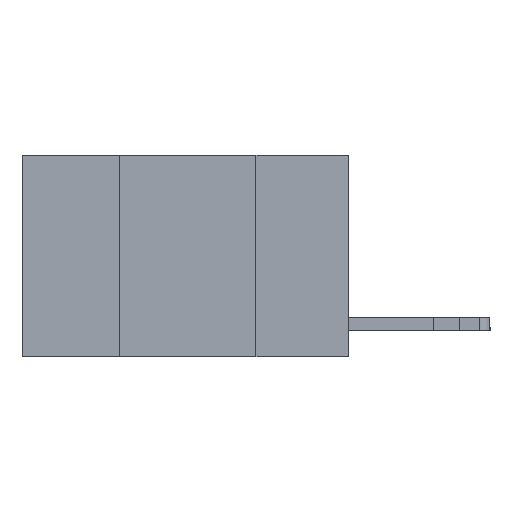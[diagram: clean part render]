
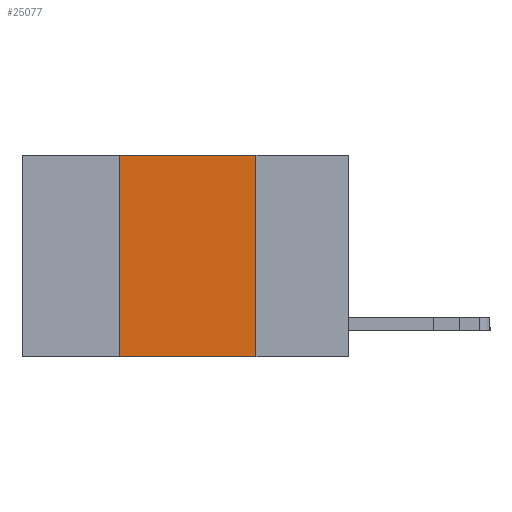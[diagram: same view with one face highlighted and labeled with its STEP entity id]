
A CAD part, left-side view. The second image highlights one B-rep face of the part: STEP entity #25077.
In plain terms, the highlighted planar face has unit normal (-1, 0, 0).
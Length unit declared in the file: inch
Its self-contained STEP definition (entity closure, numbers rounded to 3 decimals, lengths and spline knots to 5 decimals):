
#509 = VECTOR ( 'NONE', #15813, 39.37008 ) ;
#1436 = VECTOR ( 'NONE', #16779, 39.37008 ) ;
#1737 = CARTESIAN_POINT ( 'NONE',  ( 0., 0.17, 0. ) ) ;
#3320 = CARTESIAN_POINT ( 'NONE',  ( 0., 0.6, 0. ) ) ;
#4631 = VERTEX_POINT ( 'NONE', #1737 ) ;
#5033 = DIRECTION ( 'NONE',  ( 1., 0., 0. ) ) ;
#6435 = EDGE_CURVE ( 'NONE', #4631, #14039, #16657, .T. ) ;
#6456 = CARTESIAN_POINT ( 'NONE',  ( 0., 0.42, 0. ) ) ;
#6695 = DIRECTION ( 'NONE',  ( 0., -1., 0. ) ) ;
#7508 = EDGE_CURVE ( 'NONE', #11925, #8224, #11511, .T. ) ;
#7632 = VECTOR ( 'NONE', #6695, 39.37008 ) ;
#7759 = CARTESIAN_POINT ( 'NONE',  ( 0., 0.6, 0. ) ) ;
#8206 = CARTESIAN_POINT ( 'NONE',  ( 0., 0.42, -0.37 ) ) ;
#8224 = VERTEX_POINT ( 'NONE', #6456 ) ;
#9550 = ORIENTED_EDGE ( 'NONE', *, *, #21636, .T. ) ;
#11511 = LINE ( 'NONE', #21589, #22168 ) ;
#11539 = CARTESIAN_POINT ( 'NONE',  ( 0., 0.17, -0.37 ) ) ;
#11925 = VERTEX_POINT ( 'NONE', #8206 ) ;
#12364 = ORIENTED_EDGE ( 'NONE', *, *, #7508, .F. ) ;
#12505 = CARTESIAN_POINT ( 'NONE',  ( 0., 0.6, -0.37 ) ) ;
#13656 = AXIS2_PLACEMENT_3D ( 'NONE', #3320, #5033, #15600 ) ;
#14039 = VERTEX_POINT ( 'NONE', #11539 ) ;
#14753 = EDGE_LOOP ( 'NONE', ( #26070, #23319, #12364, #9550 ) ) ;
#15217 = PLANE ( 'NONE',  #13656 ) ;
#15600 = DIRECTION ( 'NONE',  ( 0., 0., -1. ) ) ;
#15813 = DIRECTION ( 'NONE',  ( 0., -1., 0. ) ) ;
#16657 = LINE ( 'NONE', #22351, #1436 ) ;
#16779 = DIRECTION ( 'NONE',  ( 0., 0., -1. ) ) ;
#17830 = LINE ( 'NONE', #7759, #509 ) ;
#21458 = FACE_OUTER_BOUND ( 'NONE', #14753, .T. ) ;
#21589 = CARTESIAN_POINT ( 'NONE',  ( 0., 0.42, 0. ) ) ;
#21636 = EDGE_CURVE ( 'NONE', #11925, #14039, #22581, .T. ) ;
#22168 = VECTOR ( 'NONE', #23705, 39.37008 ) ;
#22351 = CARTESIAN_POINT ( 'NONE',  ( 0., 0.17, 0. ) ) ;
#22581 = LINE ( 'NONE', #12505, #7632 ) ;
#22607 = EDGE_CURVE ( 'NONE', #8224, #4631, #17830, .T. ) ;
#23319 = ORIENTED_EDGE ( 'NONE', *, *, #22607, .F. ) ;
#23705 = DIRECTION ( 'NONE',  ( 0., 0., 1. ) ) ;
#25077 = ADVANCED_FACE ( 'NONE', ( #21458 ), #15217, .F. ) ;
#26070 = ORIENTED_EDGE ( 'NONE', *, *, #6435, .F. ) ;
